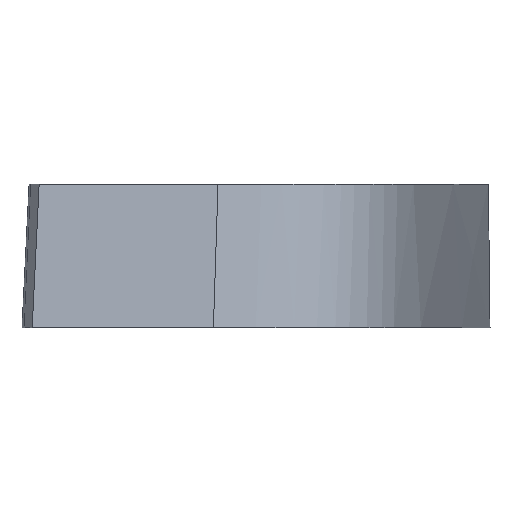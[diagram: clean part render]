
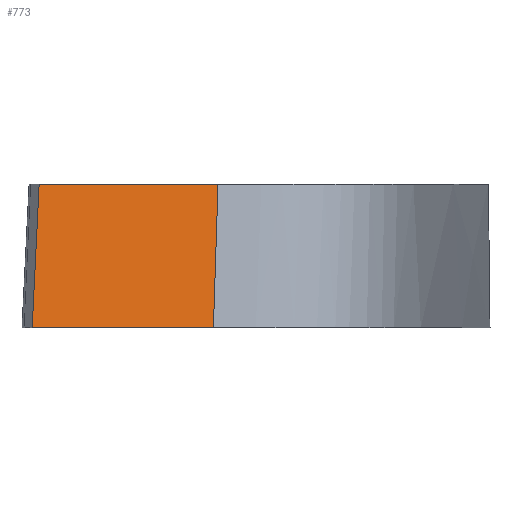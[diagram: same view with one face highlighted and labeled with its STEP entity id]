
A CAD part, front view. The second image highlights one B-rep face of the part: STEP entity #773.
In plain terms, the highlighted free-form (B-spline) face has degree [3, 3] with [6, 6] control points.
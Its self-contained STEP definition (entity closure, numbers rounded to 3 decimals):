
#98=FACE_OUTER_BOUND('',#144,.T.);
#144=EDGE_LOOP('',(#650,#651,#652,#653));
#227=B_SPLINE_CURVE_WITH_KNOTS('',3,(#2906,#2907,#2908,#2909,#2910,#2911),
 .UNSPECIFIED.,.F.,.F.,(4,2,4),(-2.542,-1.365,0.),
 .UNSPECIFIED.);
#238=B_SPLINE_CURVE_WITH_KNOTS('',3,(#3118,#3119,#3120,#3121),
 .UNSPECIFIED.,.F.,.F.,(4,4),(0.752,0.801),
 .UNSPECIFIED.);
#251=B_SPLINE_CURVE_WITH_KNOTS('',3,(#3814,#3815,#3816,#3817),
 .UNSPECIFIED.,.F.,.F.,(4,4),(10.137,12.156),
 .UNSPECIFIED.);
#253=B_SPLINE_CURVE_WITH_KNOTS('',3,(#3870,#3871,#3872,#3873,#3874,#3875),
 .UNSPECIFIED.,.F.,.F.,(4,2,4),(-2.523,-1.262,0.),
 .UNSPECIFIED.);
#323=VERTEX_POINT('',#2898);
#324=VERTEX_POINT('',#2905);
#327=VERTEX_POINT('',#3098);
#333=VERTEX_POINT('',#3813);
#427=EDGE_CURVE('',#324,#323,#227,.T.);
#438=EDGE_CURVE('',#323,#327,#238,.T.);
#451=EDGE_CURVE('',#324,#333,#251,.T.);
#453=EDGE_CURVE('',#333,#327,#253,.T.);
#650=ORIENTED_EDGE('',*,*,#427,.T.);
#651=ORIENTED_EDGE('',*,*,#438,.T.);
#652=ORIENTED_EDGE('',*,*,#453,.F.);
#653=ORIENTED_EDGE('',*,*,#451,.F.);
#732=B_SPLINE_SURFACE_WITH_KNOTS('',3,3,((#3834,#3835,#3836,#3837,#3838,
#3839),(#3840,#3841,#3842,#3843,#3844,#3845),(#3846,#3847,#3848,#3849,#3850,
#3851),(#3852,#3853,#3854,#3855,#3856,#3857),(#3858,#3859,#3860,#3861,#3862,
#3863),(#3864,#3865,#3866,#3867,#3868,#3869)),.UNSPECIFIED.,.F.,.F.,.F.,
(4,2,4),(4,1,1,4),(0.,0.351,1.),(0.289,0.501,
0.75,1.),.UNSPECIFIED.);
#773=ADVANCED_FACE('',(#98),#732,.T.);
#2898=CARTESIAN_POINT('',(-30.249,-236.524,20.));
#2905=CARTESIAN_POINT('',(-5.298,-236.163,20.));
#2906=CARTESIAN_POINT('Ctrl Pts',(-5.298,-236.163,20.));
#2907=CARTESIAN_POINT('Ctrl Pts',(-9.267,-236.393,20.));
#2908=CARTESIAN_POINT('Ctrl Pts',(-12.672,-236.422,20.));
#2909=CARTESIAN_POINT('Ctrl Pts',(-21.148,-236.472,20.));
#2910=CARTESIAN_POINT('Ctrl Pts',(-25.701,-236.488,20.));
#2911=CARTESIAN_POINT('Ctrl Pts',(-30.249,-236.524,20.));
#3098=CARTESIAN_POINT('',(-31.216,-239.187,0.));
#3118=CARTESIAN_POINT('Ctrl Pts',(-30.249,-236.524,20.));
#3119=CARTESIAN_POINT('Ctrl Pts',(-30.582,-237.439,13.336));
#3120=CARTESIAN_POINT('Ctrl Pts',(-30.904,-238.327,6.669));
#3121=CARTESIAN_POINT('Ctrl Pts',(-31.216,-239.187,0.));
#3813=CARTESIAN_POINT('',(-5.94,-238.87,0.));
#3814=CARTESIAN_POINT('Ctrl Pts',(-5.298,-236.163,20.));
#3815=CARTESIAN_POINT('Ctrl Pts',(-5.522,-237.091,13.337));
#3816=CARTESIAN_POINT('Ctrl Pts',(-5.736,-237.993,6.67));
#3817=CARTESIAN_POINT('Ctrl Pts',(-5.94,-238.87,0.));
#3834=CARTESIAN_POINT('Ctrl Pts',(-3.725,-229.89,62.469));
#3835=CARTESIAN_POINT('Ctrl Pts',(-4.296,-232.092,48.396));
#3836=CARTESIAN_POINT('Ctrl Pts',(-5.431,-236.626,17.661));
#3837=CARTESIAN_POINT('Ctrl Pts',(-6.847,-242.779,-29.832));
#3838=CARTESIAN_POINT('Ctrl Pts',(-7.607,-246.52,-63.27));
#3839=CARTESIAN_POINT('Ctrl Pts',(-7.931,-248.25,-80.));
#3840=CARTESIAN_POINT('Ctrl Pts',(-6.049,-230.083,62.465));
#3841=CARTESIAN_POINT('Ctrl Pts',(-6.697,-232.275,48.392));
#3842=CARTESIAN_POINT('Ctrl Pts',(-8.003,-236.775,17.656));
#3843=CARTESIAN_POINT('Ctrl Pts',(-9.68,-242.857,-29.837));
#3844=CARTESIAN_POINT('Ctrl Pts',(-10.622,-246.545,-63.272));
#3845=CARTESIAN_POINT('Ctrl Pts',(-11.035,-248.25,-80.));
#3846=CARTESIAN_POINT('Ctrl Pts',(-8.596,-230.201,62.458));
#3847=CARTESIAN_POINT('Ctrl Pts',(-9.301,-232.387,48.384));
#3848=CARTESIAN_POINT('Ctrl Pts',(-10.737,-236.868,17.648));
#3849=CARTESIAN_POINT('Ctrl Pts',(-12.611,-242.907,-29.842));
#3850=CARTESIAN_POINT('Ctrl Pts',(-13.674,-246.561,-63.274));
#3851=CARTESIAN_POINT('Ctrl Pts',(-14.14,-248.25,-80.));
#3852=CARTESIAN_POINT('Ctrl Pts',(-17.069,-230.247,62.433));
#3853=CARTESIAN_POINT('Ctrl Pts',(-17.81,-232.442,48.356));
#3854=CARTESIAN_POINT('Ctrl Pts',(-19.298,-236.94,17.621));
#3855=CARTESIAN_POINT('Ctrl Pts',(-21.245,-242.976,-29.858));
#3856=CARTESIAN_POINT('Ctrl Pts',(-22.425,-246.593,-63.28));
#3857=CARTESIAN_POINT('Ctrl Pts',(-22.983,-248.25,-80.));
#3858=CARTESIAN_POINT('Ctrl Pts',(-22.508,-230.263,62.41));
#3859=CARTESIAN_POINT('Ctrl Pts',(-23.286,-232.46,48.332));
#3860=CARTESIAN_POINT('Ctrl Pts',(-24.869,-236.959,17.598));
#3861=CARTESIAN_POINT('Ctrl Pts',(-26.954,-242.989,-29.871));
#3862=CARTESIAN_POINT('Ctrl Pts',(-28.173,-246.598,-63.283));
#3863=CARTESIAN_POINT('Ctrl Pts',(-28.723,-248.25,-80.));
#3864=CARTESIAN_POINT('Ctrl Pts',(-27.976,-230.302,62.393));
#3865=CARTESIAN_POINT('Ctrl Pts',(-28.784,-232.504,48.314));
#3866=CARTESIAN_POINT('Ctrl Pts',(-30.429,-237.007,17.579));
#3867=CARTESIAN_POINT('Ctrl Pts',(-32.604,-243.024,-29.882));
#3868=CARTESIAN_POINT('Ctrl Pts',(-33.883,-246.611,-63.286));
#3869=CARTESIAN_POINT('Ctrl Pts',(-34.462,-248.25,-80.));
#3870=CARTESIAN_POINT('Ctrl Pts',(-5.94,-238.87,0.));
#3871=CARTESIAN_POINT('Ctrl Pts',(-10.162,-239.062,0.));
#3872=CARTESIAN_POINT('Ctrl Pts',(-14.378,-239.094,0.));
#3873=CARTESIAN_POINT('Ctrl Pts',(-22.786,-239.142,0.));
#3874=CARTESIAN_POINT('Ctrl Pts',(-27.009,-239.157,0.));
#3875=CARTESIAN_POINT('Ctrl Pts',(-31.216,-239.187,0.));
